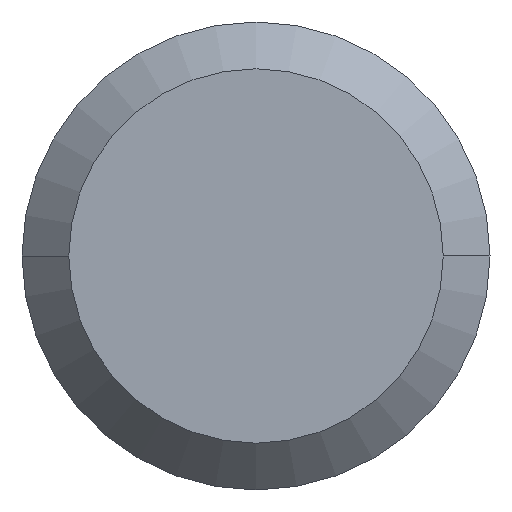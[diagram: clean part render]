
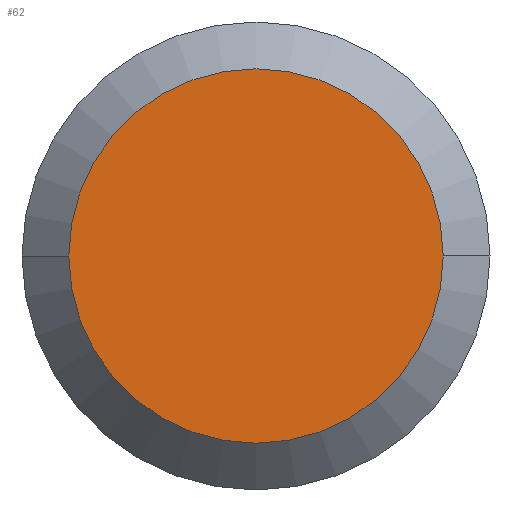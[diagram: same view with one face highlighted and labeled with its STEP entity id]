
A CAD part, left-side view. The second image highlights one B-rep face of the part: STEP entity #62.
In plain terms, the highlighted planar face has unit normal (-1, 0, 0).
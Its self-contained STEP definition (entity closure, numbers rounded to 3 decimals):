
#27 = EDGE_CURVE ( 'NONE', #86, #329, #186, .T. ) ;
#50 = ORIENTED_EDGE ( 'NONE', *, *, #365, .F. ) ;
#62 = ADVANCED_FACE ( 'NONE', ( #233 ), #84, .T. ) ;
#84 = PLANE ( 'NONE',  #273 ) ;
#86 = VERTEX_POINT ( 'NONE', #89 ) ;
#89 = CARTESIAN_POINT ( 'NONE',  ( -66., -4., 0. ) ) ;
#90 = CARTESIAN_POINT ( 'NONE',  ( -66., 0., 0. ) ) ;
#115 = CARTESIAN_POINT ( 'NONE',  ( -66., 0., 0. ) ) ;
#118 = DIRECTION ( 'NONE',  ( 0., 1., 0. ) ) ;
#120 = DIRECTION ( 'NONE',  ( 1., 0., 0. ) ) ;
#152 = CIRCLE ( 'NONE', #318, 4. ) ;
#163 = DIRECTION ( 'NONE',  ( 1., 0., 0. ) ) ;
#186 = CIRCLE ( 'NONE', #350, 4. ) ;
#229 = DIRECTION ( 'NONE',  ( -1., 0., 0. ) ) ;
#230 = CARTESIAN_POINT ( 'NONE',  ( -66., 0., 0. ) ) ;
#233 = FACE_OUTER_BOUND ( 'NONE', #358, .T. ) ;
#273 = AXIS2_PLACEMENT_3D ( 'NONE', #230, #229, #342 ) ;
#291 = CARTESIAN_POINT ( 'NONE',  ( -66., 4., 0. ) ) ;
#300 = DIRECTION ( 'NONE',  ( 0., 1., 0. ) ) ;
#318 = AXIS2_PLACEMENT_3D ( 'NONE', #90, #163, #300 ) ;
#329 = VERTEX_POINT ( 'NONE', #291 ) ;
#342 = DIRECTION ( 'NONE',  ( 0., -1., 0. ) ) ;
#350 = AXIS2_PLACEMENT_3D ( 'NONE', #115, #120, #118 ) ;
#358 = EDGE_LOOP ( 'NONE', ( #50, #361 ) ) ;
#361 = ORIENTED_EDGE ( 'NONE', *, *, #27, .F. ) ;
#365 = EDGE_CURVE ( 'NONE', #329, #86, #152, .T. ) ;
